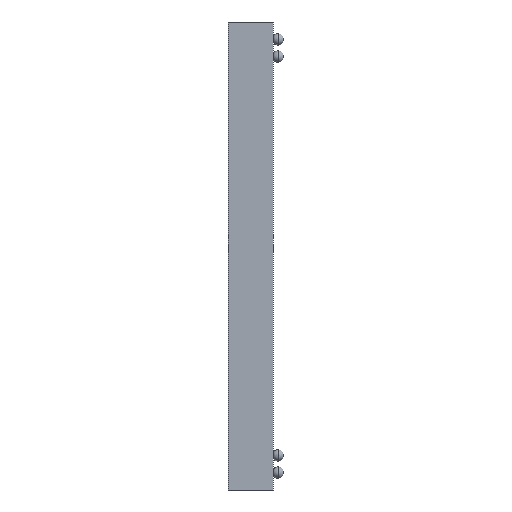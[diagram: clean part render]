
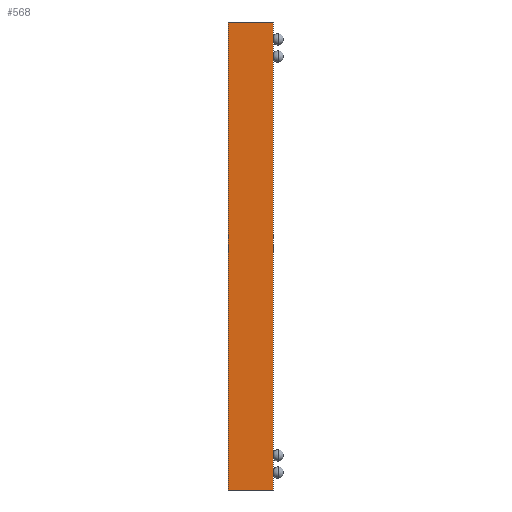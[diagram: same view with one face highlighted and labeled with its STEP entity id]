
A CAD part, left-side view. The second image highlights one B-rep face of the part: STEP entity #568.
In plain terms, the highlighted planar face has unit normal (-1, 0, 0).
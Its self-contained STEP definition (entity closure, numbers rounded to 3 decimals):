
#1 = LINE ( 'NONE', #395, #1328 ) ;
#110 = DIRECTION ( 'NONE',  ( 0., -1., 0. ) ) ;
#135 = ORIENTED_EDGE ( 'NONE', *, *, #423, .F. ) ;
#149 = CARTESIAN_POINT ( 'NONE',  ( -13.5, 0., 13.5 ) ) ;
#180 = EDGE_CURVE ( 'NONE', #1269, #578, #945, .T. ) ;
#266 = CARTESIAN_POINT ( 'NONE',  ( -13.5, 0., -13.5 ) ) ;
#268 = VERTEX_POINT ( 'NONE', #1317 ) ;
#366 = LINE ( 'NONE', #823, #699 ) ;
#395 = CARTESIAN_POINT ( 'NONE',  ( -13.5, 2.6, 13.5 ) ) ;
#423 = EDGE_CURVE ( 'NONE', #268, #1654, #366, .T. ) ;
#485 = PLANE ( 'NONE',  #670 ) ;
#568 = ADVANCED_FACE ( 'NONE', ( #875 ), #485, .F. ) ;
#578 = VERTEX_POINT ( 'NONE', #1657 ) ;
#606 = VECTOR ( 'NONE', #1037, 1000. ) ;
#609 = DIRECTION ( 'NONE',  ( 0., 0., -1. ) ) ;
#618 = CARTESIAN_POINT ( 'NONE',  ( -13.5, 2.6, -13.5 ) ) ;
#669 = EDGE_CURVE ( 'NONE', #268, #1269, #1363, .T. ) ;
#670 = AXIS2_PLACEMENT_3D ( 'NONE', #1119, #983, #609 ) ;
#672 = VECTOR ( 'NONE', #110, 1000. ) ;
#699 = VECTOR ( 'NONE', #953, 1000. ) ;
#778 = DIRECTION ( 'NONE',  ( 0., -1., 0. ) ) ;
#804 = ORIENTED_EDGE ( 'NONE', *, *, #180, .T. ) ;
#823 = CARTESIAN_POINT ( 'NONE',  ( -13.5, 2.6, 13.5 ) ) ;
#875 = FACE_OUTER_BOUND ( 'NONE', #948, .T. ) ;
#945 = LINE ( 'NONE', #149, #606 ) ;
#948 = EDGE_LOOP ( 'NONE', ( #804, #1500, #135, #1448 ) ) ;
#953 = DIRECTION ( 'NONE',  ( 0., 0., 1. ) ) ;
#983 = DIRECTION ( 'NONE',  ( 1., 0., 0. ) ) ;
#1037 = DIRECTION ( 'NONE',  ( 0., 0., 1. ) ) ;
#1119 = CARTESIAN_POINT ( 'NONE',  ( -13.5, 2.6, 13.5 ) ) ;
#1269 = VERTEX_POINT ( 'NONE', #266 ) ;
#1280 = EDGE_CURVE ( 'NONE', #1654, #578, #1, .T. ) ;
#1317 = CARTESIAN_POINT ( 'NONE',  ( -13.5, 2.6, -13.5 ) ) ;
#1328 = VECTOR ( 'NONE', #778, 1000. ) ;
#1363 = LINE ( 'NONE', #618, #672 ) ;
#1448 = ORIENTED_EDGE ( 'NONE', *, *, #669, .T. ) ;
#1500 = ORIENTED_EDGE ( 'NONE', *, *, #1280, .F. ) ;
#1523 = CARTESIAN_POINT ( 'NONE',  ( -13.5, 2.6, 13.5 ) ) ;
#1654 = VERTEX_POINT ( 'NONE', #1523 ) ;
#1657 = CARTESIAN_POINT ( 'NONE',  ( -13.5, 0., 13.5 ) ) ;
